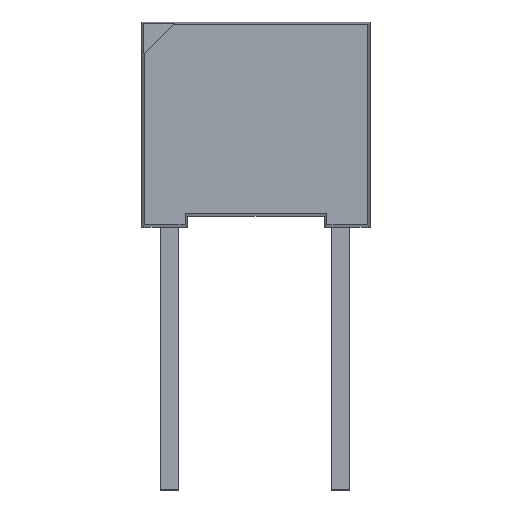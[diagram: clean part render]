
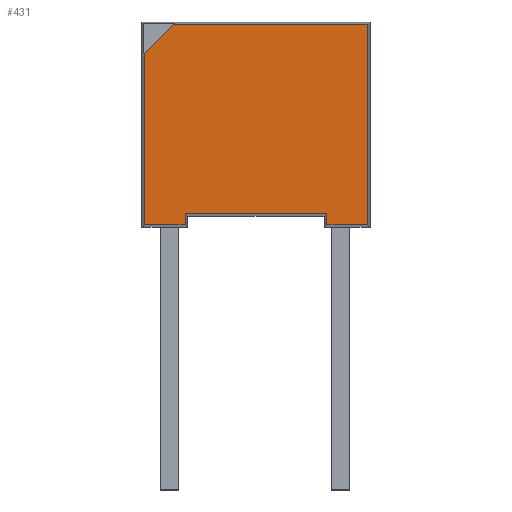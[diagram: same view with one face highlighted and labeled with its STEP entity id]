
A CAD part, top view. The second image highlights one B-rep face of the part: STEP entity #431.
In plain terms, the highlighted planar face has unit normal (0, 0, 1).
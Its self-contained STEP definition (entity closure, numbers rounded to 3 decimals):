
#8 = ORIENTED_EDGE ( 'NONE', *, *, #774, .T. ) ;
#11 = PLANE ( 'NONE',  #1010 ) ;
#18 = CARTESIAN_POINT ( 'NONE',  ( 0., -3.895, 2. ) ) ;
#37 = EDGE_CURVE ( 'NONE', #732, #72, #849, .T. ) ;
#72 = VERTEX_POINT ( 'NONE', #1046 ) ;
#88 = ORIENTED_EDGE ( 'NONE', *, *, #539, .F. ) ;
#109 = DIRECTION ( 'NONE',  ( 1., 0., 0. ) ) ;
#116 = DIRECTION ( 'NONE',  ( 0.707, 0.707, 0. ) ) ;
#131 = CARTESIAN_POINT ( 'NONE',  ( 3.105, -3.895, 2. ) ) ;
#143 = CARTESIAN_POINT ( 'NONE',  ( 0., -4.395, 2. ) ) ;
#162 = CARTESIAN_POINT ( 'NONE',  ( -4.895, 3.105, 2. ) ) ;
#169 = VERTEX_POINT ( 'NONE', #935 ) ;
#181 = CARTESIAN_POINT ( 'NONE',  ( 3.105, 0., 2. ) ) ;
#182 = VERTEX_POINT ( 'NONE', #452 ) ;
#204 = LINE ( 'NONE', #786, #714 ) ;
#205 = CARTESIAN_POINT ( 'NONE',  ( -4., 4., 2. ) ) ;
#245 = LINE ( 'NONE', #643, #638 ) ;
#269 = ORIENTED_EDGE ( 'NONE', *, *, #437, .F. ) ;
#280 = LINE ( 'NONE', #18, #826 ) ;
#295 = ORIENTED_EDGE ( 'NONE', *, *, #808, .T. ) ;
#314 = EDGE_CURVE ( 'NONE', #537, #827, #990, .T. ) ;
#351 = EDGE_LOOP ( 'NONE', ( #269, #1094, #1084, #909, #8, #444, #620, #295, #88 ) ) ;
#357 = CARTESIAN_POINT ( 'NONE',  ( -3.105, -3.895, 2. ) ) ;
#363 = VECTOR ( 'NONE', #973, 1000. ) ;
#380 = CARTESIAN_POINT ( 'NONE',  ( 0., 0., 2. ) ) ;
#386 = DIRECTION ( 'NONE',  ( 0., 1., 0. ) ) ;
#390 = DIRECTION ( 'NONE',  ( 1., 0., 0. ) ) ;
#392 = VECTOR ( 'NONE', #917, 1000. ) ;
#431 = ADVANCED_FACE ( 'NONE', ( #862 ), #11, .T. ) ;
#437 = EDGE_CURVE ( 'NONE', #896, #182, #1045, .T. ) ;
#444 = ORIENTED_EDGE ( 'NONE', *, *, #314, .F. ) ;
#452 = CARTESIAN_POINT ( 'NONE',  ( -3.605, 4.395, 2. ) ) ;
#503 = EDGE_CURVE ( 'NONE', #537, #169, #590, .T. ) ;
#519 = CARTESIAN_POINT ( 'NONE',  ( 3.105, -4.395, 2. ) ) ;
#537 = VERTEX_POINT ( 'NONE', #519 ) ;
#539 = EDGE_CURVE ( 'NONE', #182, #876, #819, .T. ) ;
#554 = CARTESIAN_POINT ( 'NONE',  ( -3.105, 0., 2. ) ) ;
#570 = CARTESIAN_POINT ( 'NONE',  ( -4.895, -4.395, 2. ) ) ;
#590 = LINE ( 'NONE', #143, #363 ) ;
#620 = ORIENTED_EDGE ( 'NONE', *, *, #503, .T. ) ;
#638 = VECTOR ( 'NONE', #1014, 1000. ) ;
#643 = CARTESIAN_POINT ( 'NONE',  ( -4.895, 0., 2. ) ) ;
#680 = CARTESIAN_POINT ( 'NONE',  ( 0., -4.395, 2. ) ) ;
#681 = VECTOR ( 'NONE', #758, 1000. ) ;
#705 = CARTESIAN_POINT ( 'NONE',  ( 4.895, 4.395, 2. ) ) ;
#714 = VECTOR ( 'NONE', #969, 1000. ) ;
#732 = VERTEX_POINT ( 'NONE', #570 ) ;
#756 = DIRECTION ( 'NONE',  ( 0., 0., 1. ) ) ;
#758 = DIRECTION ( 'NONE',  ( 1., 0., 0. ) ) ;
#774 = EDGE_CURVE ( 'NONE', #970, #827, #280, .T. ) ;
#786 = CARTESIAN_POINT ( 'NONE',  ( 4.895, 0., 2. ) ) ;
#808 = EDGE_CURVE ( 'NONE', #169, #876, #204, .T. ) ;
#819 = LINE ( 'NONE', #1211, #901 ) ;
#826 = VECTOR ( 'NONE', #390, 1000. ) ;
#827 = VERTEX_POINT ( 'NONE', #131 ) ;
#849 = LINE ( 'NONE', #680, #681 ) ;
#862 = FACE_OUTER_BOUND ( 'NONE', #351, .T. ) ;
#876 = VERTEX_POINT ( 'NONE', #705 ) ;
#896 = VERTEX_POINT ( 'NONE', #162 ) ;
#901 = VECTOR ( 'NONE', #996, 1000. ) ;
#905 = VECTOR ( 'NONE', #116, 1000. ) ;
#909 = ORIENTED_EDGE ( 'NONE', *, *, #1091, .T. ) ;
#917 = DIRECTION ( 'NONE',  ( 0., 1., 0. ) ) ;
#935 = CARTESIAN_POINT ( 'NONE',  ( 4.895, -4.395, 2. ) ) ;
#936 = LINE ( 'NONE', #554, #964 ) ;
#939 = EDGE_CURVE ( 'NONE', #732, #896, #245, .T. ) ;
#964 = VECTOR ( 'NONE', #386, 1000. ) ;
#969 = DIRECTION ( 'NONE',  ( 0., 1., 0. ) ) ;
#970 = VERTEX_POINT ( 'NONE', #357 ) ;
#973 = DIRECTION ( 'NONE',  ( 1., 0., 0. ) ) ;
#990 = LINE ( 'NONE', #181, #392 ) ;
#996 = DIRECTION ( 'NONE',  ( 1., 0., 0. ) ) ;
#1010 = AXIS2_PLACEMENT_3D ( 'NONE', #380, #756, #109 ) ;
#1014 = DIRECTION ( 'NONE',  ( 0., 1., 0. ) ) ;
#1045 = LINE ( 'NONE', #205, #905 ) ;
#1046 = CARTESIAN_POINT ( 'NONE',  ( -3.105, -4.395, 2. ) ) ;
#1084 = ORIENTED_EDGE ( 'NONE', *, *, #37, .T. ) ;
#1091 = EDGE_CURVE ( 'NONE', #72, #970, #936, .T. ) ;
#1094 = ORIENTED_EDGE ( 'NONE', *, *, #939, .F. ) ;
#1211 = CARTESIAN_POINT ( 'NONE',  ( 0., 4.395, 2. ) ) ;
